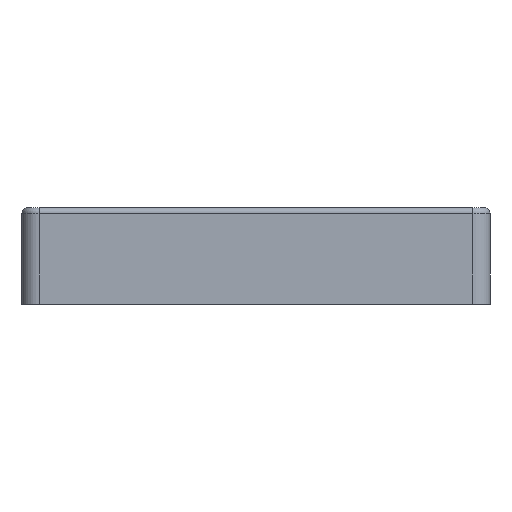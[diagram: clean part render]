
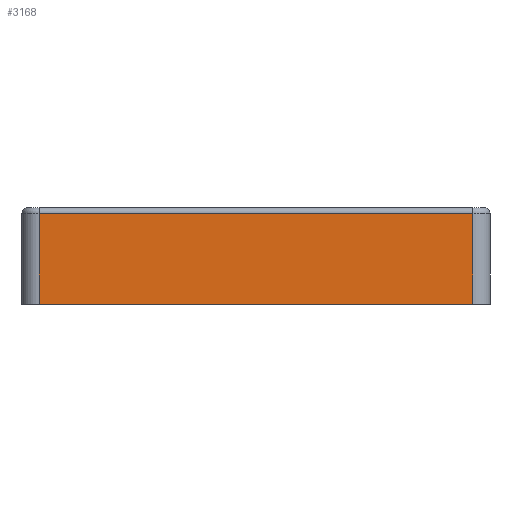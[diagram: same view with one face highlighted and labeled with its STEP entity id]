
A CAD part, left-side view. The second image highlights one B-rep face of the part: STEP entity #3168.
In plain terms, the highlighted planar face has unit normal (-1, 0, 0).
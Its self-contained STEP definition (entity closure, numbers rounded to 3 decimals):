
#562 = CARTESIAN_POINT ( 'NONE',  ( -54.102, 0., 9. ) ) ;
#729 = LINE ( 'NONE', #562, #9661 ) ;
#816 = VECTOR ( 'NONE', #6048, 1000. ) ;
#1746 = VECTOR ( 'NONE', #16571, 1000. ) ;
#2040 = FACE_OUTER_BOUND ( 'NONE', #3421, .T. ) ;
#2193 = DIRECTION ( 'NONE',  ( 0., 0., -1. ) ) ;
#2820 = EDGE_CURVE ( 'NONE', #13089, #2965, #729, .T. ) ;
#2965 = VERTEX_POINT ( 'NONE', #7999 ) ;
#3168 = ADVANCED_FACE ( 'NONE', ( #2040 ), #13918, .T. ) ;
#3421 = EDGE_LOOP ( 'NONE', ( #9095, #4565, #14539, #14389 ) ) ;
#4565 = ORIENTED_EDGE ( 'NONE', *, *, #2820, .T. ) ;
#4685 = EDGE_CURVE ( 'NONE', #2965, #6349, #8946, .T. ) ;
#5963 = LINE ( 'NONE', #11385, #816 ) ;
#6048 = DIRECTION ( 'NONE',  ( 0., 1., 0. ) ) ;
#6281 = DIRECTION ( 'NONE',  ( -1., 0., 0. ) ) ;
#6320 = CARTESIAN_POINT ( 'NONE',  ( -54.102, 38.353, -7. ) ) ;
#6349 = VERTEX_POINT ( 'NONE', #6320 ) ;
#6525 = CARTESIAN_POINT ( 'NONE',  ( -54.102, 38.353, 10. ) ) ;
#6738 = CARTESIAN_POINT ( 'NONE',  ( -54.102, -37.987, -7. ) ) ;
#6994 = LINE ( 'NONE', #12669, #1746 ) ;
#7141 = AXIS2_PLACEMENT_3D ( 'NONE', #7798, #6281, #9225 ) ;
#7572 = EDGE_CURVE ( 'NONE', #16957, #6349, #5963, .T. ) ;
#7737 = CARTESIAN_POINT ( 'NONE',  ( -54.102, -37.987, 9. ) ) ;
#7798 = CARTESIAN_POINT ( 'NONE',  ( -54.102, 0., 10. ) ) ;
#7999 = CARTESIAN_POINT ( 'NONE',  ( -54.102, 38.353, 9. ) ) ;
#8946 = LINE ( 'NONE', #6525, #14849 ) ;
#9095 = ORIENTED_EDGE ( 'NONE', *, *, #13547, .F. ) ;
#9225 = DIRECTION ( 'NONE',  ( 0., 0., 1. ) ) ;
#9661 = VECTOR ( 'NONE', #16781, 1000. ) ;
#11385 = CARTESIAN_POINT ( 'NONE',  ( -54.102, -37.987, -7. ) ) ;
#12669 = CARTESIAN_POINT ( 'NONE',  ( -54.102, -37.987, 10. ) ) ;
#13089 = VERTEX_POINT ( 'NONE', #7737 ) ;
#13547 = EDGE_CURVE ( 'NONE', #13089, #16957, #6994, .T. ) ;
#13918 = PLANE ( 'NONE',  #7141 ) ;
#14389 = ORIENTED_EDGE ( 'NONE', *, *, #7572, .F. ) ;
#14539 = ORIENTED_EDGE ( 'NONE', *, *, #4685, .T. ) ;
#14849 = VECTOR ( 'NONE', #2193, 1000. ) ;
#16571 = DIRECTION ( 'NONE',  ( 0., 0., -1. ) ) ;
#16781 = DIRECTION ( 'NONE',  ( 0., 1., 0. ) ) ;
#16957 = VERTEX_POINT ( 'NONE', #6738 ) ;
